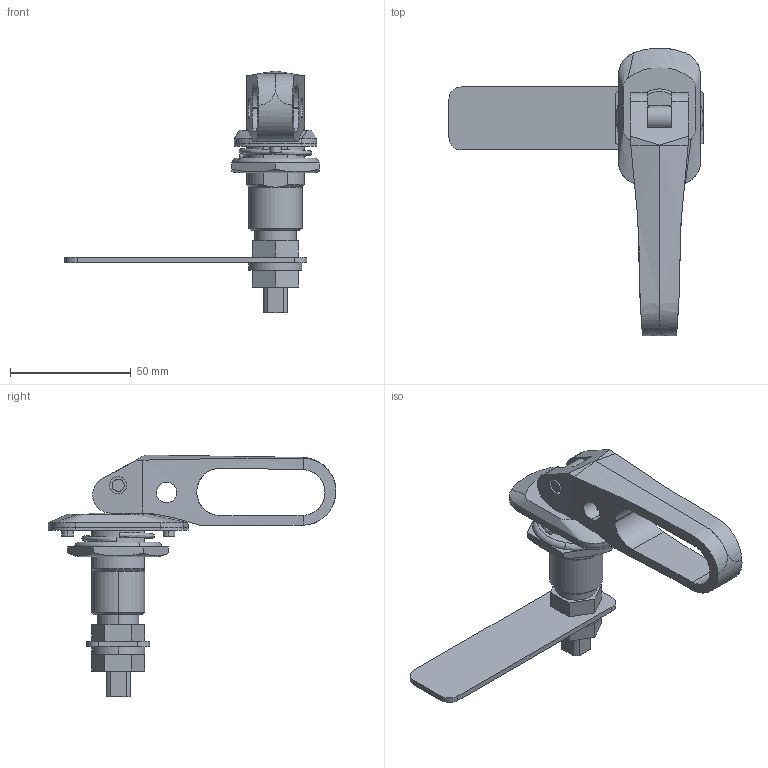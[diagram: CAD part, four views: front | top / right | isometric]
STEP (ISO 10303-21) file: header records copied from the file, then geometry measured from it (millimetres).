
FILE_DESCRIPTION (( 'STEP AP203' ), '1' );
FILE_NAME ('sone3D.STEP', '2016-11-28T05:50:42', ( '' ), ( '' ), 'SwSTEP 2.0', 'SolidWorks 2014', '' );
FILE_SCHEMA (( 'CONFIG_CONTROL_DESIGN' ));
Length unit declared in the file: millimetre
Products named in the file (12): A-201-A-1儕儞僌儚僢僔儍乕_; sone3D; A-201-Aベース_; A-201-Aハンドル_; A-201-A軸_; A-201-A-1六角ナット_; A-201-Aカム_; A-201-A-1止め金_; A-201-A僴儞僪儖僺儞_; A-201-A僗僾儕儞僌儚僢僔儍乕M12_; A-201-A本体パッキン_; A-201-A榋妏僫僢僩M12__JIS B 1181 Hexagon nut - Class 1 Regular M12 --S
Assembly tree (12 placements, depth 2):
  sone3D
    A-201-Aベース_
    A-201-Aハンドル_
    A-201-A軸_
    A-201-Aカム_
    A-201-A僴儞僪儖僺儞_
    A-201-A本体パッキン_
    A-201-A-1儕儞僌儚僢僔儍乕_
    A-201-A-1六角ナット_
    A-201-A-1止め金_
    A-201-A僗僾儕儞僌儚僢僔儍乕M12_
    A-201-A榋妏僫僢僩M12__JIS B 1181 Hexagon nut - Class 1 Regular M12 --S  x2
Bounding box: 105 x 118.95 x 100 mm (x, y, z)
Volume: 62611.7 mm3; surface area: 40578.8 mm2
Topology: 12 solids, 12 shells, 273 faces, 682 edges, 441 vertices
Faces by surface type: plane 129, cylinder 118, torus 12, bspline 9, cone 5
Entity records: 11123 total; most frequent: CARTESIAN_POINT 3484, DIRECTION 1342, ORIENTED_EDGE 1316, EDGE_CURVE 658, AXIS2_PLACEMENT_3D 508, VERTEX_POINT 425, LINE 326, VECTOR 326
